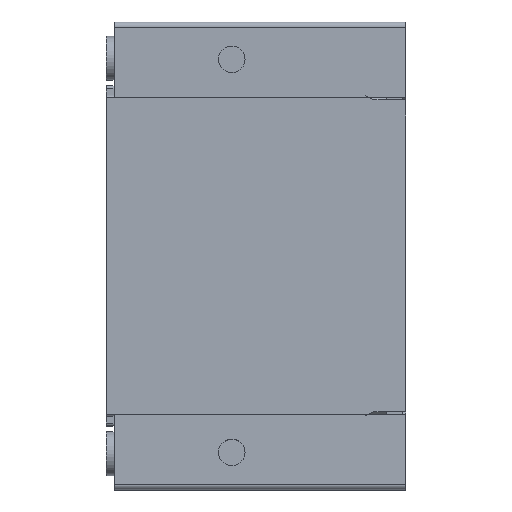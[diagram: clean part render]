
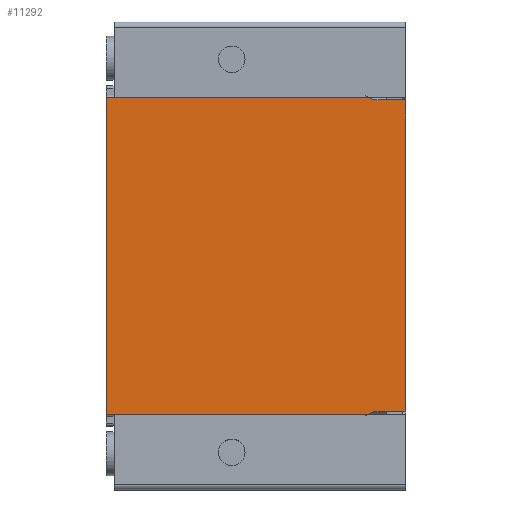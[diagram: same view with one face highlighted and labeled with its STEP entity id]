
A CAD part, top view. The second image highlights one B-rep face of the part: STEP entity #11292.
In plain terms, the highlighted planar face has unit normal (0, 0, 1).
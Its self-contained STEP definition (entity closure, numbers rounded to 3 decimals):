
#855=DIRECTION('',(0.,1.,0.));
#856=VECTOR('',#855,30.48);
#857=CARTESIAN_POINT('',(14.625,1.4,7.145));
#858=LINE('',#857,#856);
#3510=DIRECTION('',(-0.907,0.421,0.));
#3511=VECTOR('',#3510,0.598);
#3512=CARTESIAN_POINT('',(11.525,31.88,7.145));
#3513=LINE('',#3512,#3511);
#3514=DIRECTION('',(-1.,0.,0.));
#3515=VECTOR('',#3514,3.1);
#3516=CARTESIAN_POINT('',(14.625,31.88,7.145));
#3517=LINE('',#3516,#3515);
#3518=DIRECTION('',(-1.,0.,0.));
#3519=VECTOR('',#3518,3.1);
#3520=CARTESIAN_POINT('',(14.625,1.4,7.145));
#3521=LINE('',#3520,#3519);
#3522=DIRECTION('',(-0.907,-0.421,0.));
#3523=VECTOR('',#3522,0.598);
#3524=CARTESIAN_POINT('',(11.525,1.4,7.145));
#3525=LINE('',#3524,#3523);
#3526=DIRECTION('',(1.,0.,0.));
#3527=VECTOR('',#3526,25.608);
#3528=CARTESIAN_POINT('',(-14.625,1.149,7.145));
#3529=LINE('',#3528,#3527);
#3530=DIRECTION('',(0.,1.,0.));
#3531=VECTOR('',#3530,30.983);
#3532=CARTESIAN_POINT('',(-14.625,1.149,7.145));
#3533=LINE('',#3532,#3531);
#3534=DIRECTION('',(1.,0.,0.));
#3535=VECTOR('',#3534,25.608);
#3536=CARTESIAN_POINT('',(-14.625,32.131,7.145));
#3537=LINE('',#3536,#3535);
#5507=CARTESIAN_POINT('',(14.625,1.4,7.145));
#5508=CARTESIAN_POINT('',(11.525,1.4,7.145));
#5509=VERTEX_POINT('',#5507);
#5510=VERTEX_POINT('',#5508);
#5565=CARTESIAN_POINT('',(10.983,1.149,7.145));
#5566=VERTEX_POINT('',#5565);
#5567=CARTESIAN_POINT('',(-14.625,1.149,7.145));
#5568=VERTEX_POINT('',#5567);
#5590=CARTESIAN_POINT('',(-14.625,32.131,7.145));
#5591=VERTEX_POINT('',#5590);
#5750=CARTESIAN_POINT('',(11.525,31.88,7.145));
#5751=CARTESIAN_POINT('',(10.983,32.131,7.145));
#5752=VERTEX_POINT('',#5750);
#5753=VERTEX_POINT('',#5751);
#5754=CARTESIAN_POINT('',(14.625,31.88,7.145));
#5755=VERTEX_POINT('',#5754);
#11274=CARTESIAN_POINT('',(-14.625,0.,7.145));
#11275=DIRECTION('',(0.,0.,1.));
#11276=DIRECTION('',(1.,0.,0.));
#11277=AXIS2_PLACEMENT_3D('',#11274,#11275,#11276);
#11278=PLANE('',#11277);
#11280=ORIENTED_EDGE('',*,*,#11279,.F.);
#11282=ORIENTED_EDGE('',*,*,#11281,.F.);
#11283=ORIENTED_EDGE('',*,*,#7095,.F.);
#11284=ORIENTED_EDGE('',*,*,#9674,.T.);
#11286=ORIENTED_EDGE('',*,*,#11285,.T.);
#11287=ORIENTED_EDGE('',*,*,#9774,.F.);
#11288=ORIENTED_EDGE('',*,*,#6756,.T.);
#11289=ORIENTED_EDGE('',*,*,#6958,.T.);
#11290=EDGE_LOOP('',(#11280,#11282,#11283,#11284,#11286,#11287,#11288,#11289));
#11291=FACE_OUTER_BOUND('',#11290,.F.);
#11292=ADVANCED_FACE('',(#11291),#11278,.T.);
#6756=EDGE_CURVE('',#5568,#5591,#3533,.T.);
#6958=EDGE_CURVE('',#5591,#5753,#3537,.T.);
#7095=EDGE_CURVE('',#5509,#5755,#858,.T.);
#9674=EDGE_CURVE('',#5509,#5510,#3521,.T.);
#9774=EDGE_CURVE('',#5568,#5566,#3529,.T.);
#11279=EDGE_CURVE('',#5752,#5753,#3513,.T.);
#11281=EDGE_CURVE('',#5755,#5752,#3517,.T.);
#11285=EDGE_CURVE('',#5510,#5566,#3525,.T.);
